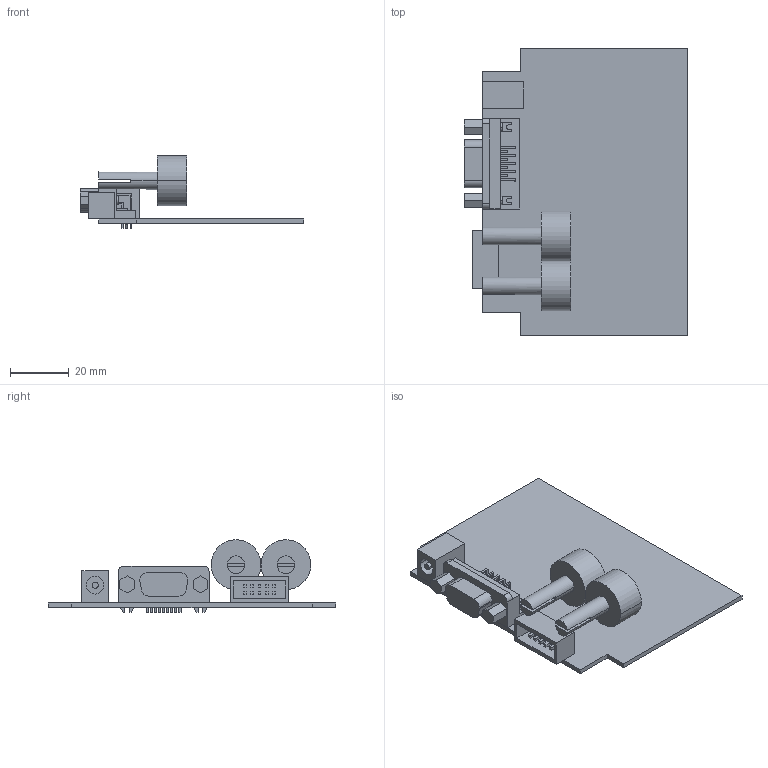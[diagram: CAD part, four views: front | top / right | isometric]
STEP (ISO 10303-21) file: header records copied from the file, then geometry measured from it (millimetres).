
FILE_DESCRIPTION(('CATIA V5 STEP Exchange'),'2;1');
FILE_NAME('pcb tnc assembly.stp','2014-10-25T20:37:48+00:00',('none'),('none'),'CATIA Version 5 Release 20 GA (IN-10)','CATIA V5 STEP AP203','none');
FILE_SCHEMA(('CONFIG_CONTROL_DESIGN'));
Length unit declared in the file: millimetre
Products named in the file (1): pcb tnc assembly
Assembly tree (6 placements, depth 2):
  pcb tnc assembly
    #58
    #360
    #6169
    #6481
    #8123  x2
Bounding box: 76.3 x 98 x 24.7 mm (x, y, z)
Volume: 21992.5 mm3; surface area: 21784.5 mm2
Topology: 6 solids, 6 shells, 291 faces, 736 edges, 490 vertices
Faces by surface type: plane 265, cylinder 26
Entity records: 8417 total; most frequent: CARTESIAN_POINT 1552, ORIENTED_EDGE 1424, DIRECTION 1239, EDGE_CURVE 712, VECTOR 664, LINE 664, VERTEX_POINT 474, EDGE_LOOP 330
